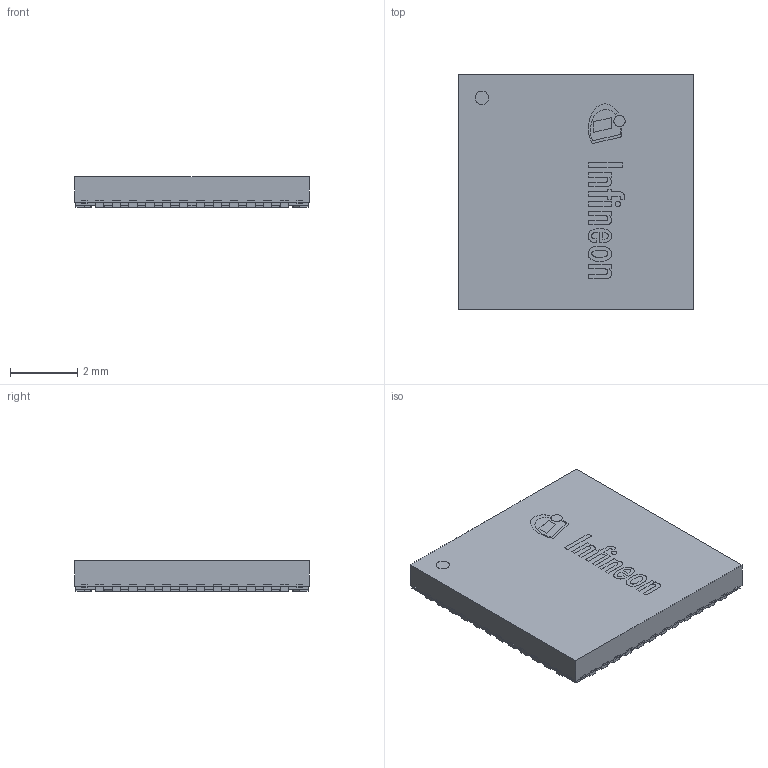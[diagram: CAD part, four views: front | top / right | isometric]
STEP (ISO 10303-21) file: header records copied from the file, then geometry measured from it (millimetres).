
FILE_DESCRIPTION(/* description */ (''),/* implementation_level */ '2;1');
FILE_NAME(/* name */ 'PG-VQFN-48-83_Z8B00270841_V02_3D.stp',/* time_stamp */ '2026-01-30T12:31:30+05:30',/* author */ ('sivamani'),/* organization */ (''),/* preprocessor_version */ 'ST-DEVELOPER v19.2',/* originating_system */ 'AutoCAD Mechanical',/* authorisation */ '');
FILE_SCHEMA (('AUTOMOTIVE_DESIGN { 1 0 10303 214 3 1 1 }'));
Length unit declared in the file: millimetre
Products named in the file (1): Product
Bounding box: 7 x 7 x 0.9 mm (x, y, z)
Volume: 42.9 mm3; surface area: 216.1 mm2
Topology: 71 solids, 71 shells, 1133 faces, 2775 edges, 1786 vertices
Faces by surface type: plane 1013, cylinder 102, bspline 18
Full cylindrical faces by diameter (mm): 0.164 x1, 0.338 x1, 0.4 x2
Entity records: 32781 total; most frequent: CARTESIAN_POINT 6065, ORIENTED_EDGE 5550, DIRECTION 5175, EDGE_CURVE 2775, LINE 2535, VECTOR 2535, VERTEX_POINT 1786, AXIS2_PLACEMENT_3D 1320
